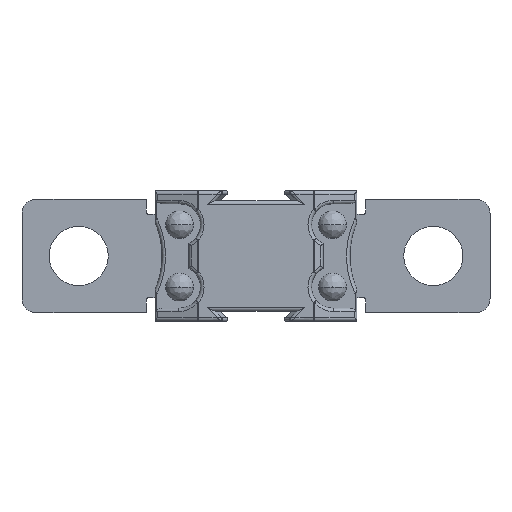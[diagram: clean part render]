
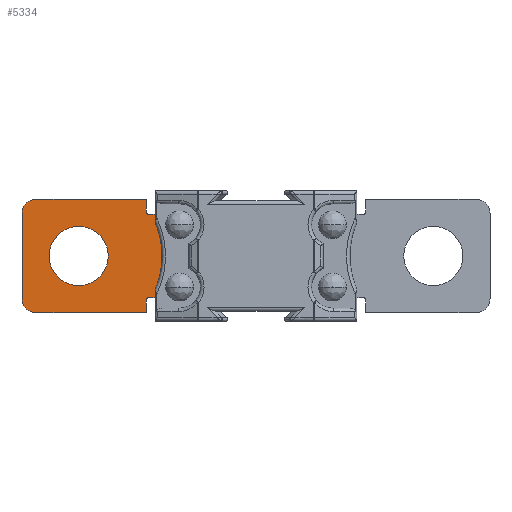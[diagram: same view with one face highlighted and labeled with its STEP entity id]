
A CAD part, top view. The second image highlights one B-rep face of the part: STEP entity #5334.
In plain terms, the highlighted planar face has unit normal (0, 0, 1).
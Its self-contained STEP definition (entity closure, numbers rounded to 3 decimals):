
#694=DIRECTION('',(0.,1.,0.));
#695=VECTOR('',#694,1.204);
#696=CARTESIAN_POINT('',(-14.5,4.796,1.));
#697=LINE('',#696,#695);
#729=CARTESIAN_POINT('',(-25.5,0.,1.));
#730=DIRECTION('',(0.,0.,-1.));
#731=DIRECTION('',(0.917,0.4,0.));
#732=AXIS2_PLACEMENT_3D('',#729,#730,#731);
#766=DIRECTION('',(0.,-1.,0.));
#767=VECTOR('',#766,1.204);
#768=CARTESIAN_POINT('',(-14.5,-4.796,1.));
#769=LINE('',#768,#767);
#966=CARTESIAN_POINT('',(-25.5,0.,1.));
#967=DIRECTION('',(0.,0.,-1.));
#968=DIRECTION('',(1.,0.,0.));
#969=AXIS2_PLACEMENT_3D('',#966,#967,#968);
#971=CARTESIAN_POINT('',(-25.5,0.,1.));
#972=DIRECTION('',(0.,0.,-1.));
#973=DIRECTION('',(-1.,0.,0.));
#974=AXIS2_PLACEMENT_3D('',#971,#972,#973);
#986=DIRECTION('',(1.,0.,0.));
#987=VECTOR('',#986,15.9);
#988=CARTESIAN_POINT('',(-31.65,-8.15,1.));
#989=LINE('',#988,#987);
#990=CARTESIAN_POINT('',(-31.65,-6.15,1.));
#991=DIRECTION('',(0.,0.,1.));
#992=DIRECTION('',(-1.,0.,0.));
#993=AXIS2_PLACEMENT_3D('',#990,#991,#992);
#995=DIRECTION('',(0.,-1.,0.));
#996=VECTOR('',#995,12.3);
#997=CARTESIAN_POINT('',(-33.65,6.15,1.));
#998=LINE('',#997,#996);
#999=CARTESIAN_POINT('',(-31.65,6.15,1.));
#1000=DIRECTION('',(0.,0.,1.));
#1001=DIRECTION('',(0.,1.,0.));
#1002=AXIS2_PLACEMENT_3D('',#999,#1000,#1001);
#1004=DIRECTION('',(-1.,0.,0.));
#1005=VECTOR('',#1004,15.9);
#1006=CARTESIAN_POINT('',(-15.75,8.15,1.));
#1007=LINE('',#1006,#1005);
#1054=DIRECTION('',(1.,0.,0.));
#1055=VECTOR('',#1054,0.95);
#1056=CARTESIAN_POINT('',(-15.45,-6.,1.));
#1057=LINE('',#1056,#1055);
#1070=CARTESIAN_POINT('',(-15.45,-6.3,1.));
#1071=DIRECTION('',(0.,0.,-1.));
#1072=DIRECTION('',(-1.,0.,0.));
#1073=AXIS2_PLACEMENT_3D('',#1070,#1071,#1072);
#1088=DIRECTION('',(0.,1.,0.));
#1089=VECTOR('',#1088,1.85);
#1090=CARTESIAN_POINT('',(-15.75,-8.15,1.));
#1091=LINE('',#1090,#1089);
#1128=DIRECTION('',(0.,1.,0.));
#1129=VECTOR('',#1128,1.85);
#1130=CARTESIAN_POINT('',(-15.75,6.3,1.));
#1131=LINE('',#1130,#1129);
#1140=CARTESIAN_POINT('',(-15.45,6.3,1.));
#1141=DIRECTION('',(0.,0.,-1.));
#1142=DIRECTION('',(0.,-1.,0.));
#1143=AXIS2_PLACEMENT_3D('',#1140,#1141,#1142);
#1162=DIRECTION('',(-1.,0.,0.));
#1163=VECTOR('',#1162,0.95);
#1164=CARTESIAN_POINT('',(-14.5,6.,1.));
#1165=LINE('',#1164,#1163);
#3382=CARTESIAN_POINT('',(-31.65,-8.15,1.));
#3384=VERTEX_POINT('',#3382);
#3387=CARTESIAN_POINT('',(-33.65,-6.15,1.));
#3388=VERTEX_POINT('',#3387);
#3391=CARTESIAN_POINT('',(-33.65,6.15,1.));
#3392=VERTEX_POINT('',#3391);
#3395=CARTESIAN_POINT('',(-31.65,8.15,1.));
#3396=VERTEX_POINT('',#3395);
#3397=CARTESIAN_POINT('',(-21.25,0.,1.));
#3399=VERTEX_POINT('',#3397);
#3401=CARTESIAN_POINT('',(-29.75,0.,1.));
#3403=VERTEX_POINT('',#3401);
#3422=CARTESIAN_POINT('',(-15.75,-8.15,1.));
#3424=VERTEX_POINT('',#3422);
#3426=CARTESIAN_POINT('',(-15.75,8.15,1.));
#3428=VERTEX_POINT('',#3426);
#3446=CARTESIAN_POINT('',(-15.75,-6.3,1.));
#3448=VERTEX_POINT('',#3446);
#3450=CARTESIAN_POINT('',(-15.45,-6.,1.));
#3452=VERTEX_POINT('',#3450);
#3454=CARTESIAN_POINT('',(-15.45,6.,1.));
#3456=VERTEX_POINT('',#3454);
#3458=CARTESIAN_POINT('',(-15.75,6.3,1.));
#3460=VERTEX_POINT('',#3458);
#3461=CARTESIAN_POINT('',(-14.5,4.796,1.));
#3462=CARTESIAN_POINT('',(-14.5,6.,1.));
#3463=VERTEX_POINT('',#3461);
#3464=VERTEX_POINT('',#3462);
#3473=CARTESIAN_POINT('',(-14.5,-4.796,1.));
#3474=CARTESIAN_POINT('',(-14.5,-6.,1.));
#3475=VERTEX_POINT('',#3473);
#3476=VERTEX_POINT('',#3474);
#5297=CARTESIAN_POINT('',(11.,4.55,1.));
#5298=DIRECTION('',(0.,0.,1.));
#5299=DIRECTION('',(1.,0.,0.));
#5300=AXIS2_PLACEMENT_3D('',#5297,#5298,#5299);
#5301=PLANE('',#5300);
#5302=ORIENTED_EDGE('',*,*,#4895,.F.);
#5303=ORIENTED_EDGE('',*,*,#4926,.T.);
#5304=ORIENTED_EDGE('',*,*,#4954,.T.);
#5306=ORIENTED_EDGE('',*,*,#5305,.F.);
#5308=ORIENTED_EDGE('',*,*,#5307,.F.);
#5310=ORIENTED_EDGE('',*,*,#5309,.F.);
#5312=ORIENTED_EDGE('',*,*,#5311,.F.);
#5314=ORIENTED_EDGE('',*,*,#5313,.F.);
#5316=ORIENTED_EDGE('',*,*,#5315,.F.);
#5318=ORIENTED_EDGE('',*,*,#5317,.F.);
#5320=ORIENTED_EDGE('',*,*,#5319,.F.);
#5322=ORIENTED_EDGE('',*,*,#5321,.F.);
#5324=ORIENTED_EDGE('',*,*,#5323,.F.);
#5326=ORIENTED_EDGE('',*,*,#5325,.F.);
#5327=EDGE_LOOP('',(#5302,#5303,#5304,#5306,#5308,#5310,#5312,#5314,#5316,#5318,
#5320,#5322,#5324,#5326));
#5328=FACE_OUTER_BOUND('',#5327,.F.);
#5330=ORIENTED_EDGE('',*,*,#5329,.F.);
#5331=ORIENTED_EDGE('',*,*,#5287,.F.);
#5332=EDGE_LOOP('',(#5330,#5331));
#5333=FACE_BOUND('',#5332,.F.);
#5334=ADVANCED_FACE('',(#5328,#5333),#5301,.T.);
#733=CIRCLE('',#732,12.);
#970=CIRCLE('',#969,4.25);
#975=CIRCLE('',#974,4.25);
#994=CIRCLE('',#993,2.);
#1003=CIRCLE('',#1002,2.);
#1074=CIRCLE('',#1073,0.3);
#1144=CIRCLE('',#1143,0.3);
#4895=EDGE_CURVE('',#3463,#3464,#697,.T.);
#4926=EDGE_CURVE('',#3463,#3475,#733,.T.);
#4954=EDGE_CURVE('',#3475,#3476,#769,.T.);
#5287=EDGE_CURVE('',#3403,#3399,#975,.T.);
#5305=EDGE_CURVE('',#3452,#3476,#1057,.T.);
#5307=EDGE_CURVE('',#3448,#3452,#1074,.T.);
#5309=EDGE_CURVE('',#3424,#3448,#1091,.T.);
#5311=EDGE_CURVE('',#3384,#3424,#989,.T.);
#5313=EDGE_CURVE('',#3388,#3384,#994,.T.);
#5315=EDGE_CURVE('',#3392,#3388,#998,.T.);
#5317=EDGE_CURVE('',#3396,#3392,#1003,.T.);
#5319=EDGE_CURVE('',#3428,#3396,#1007,.T.);
#5321=EDGE_CURVE('',#3460,#3428,#1131,.T.);
#5323=EDGE_CURVE('',#3456,#3460,#1144,.T.);
#5325=EDGE_CURVE('',#3464,#3456,#1165,.T.);
#5329=EDGE_CURVE('',#3399,#3403,#970,.T.);
